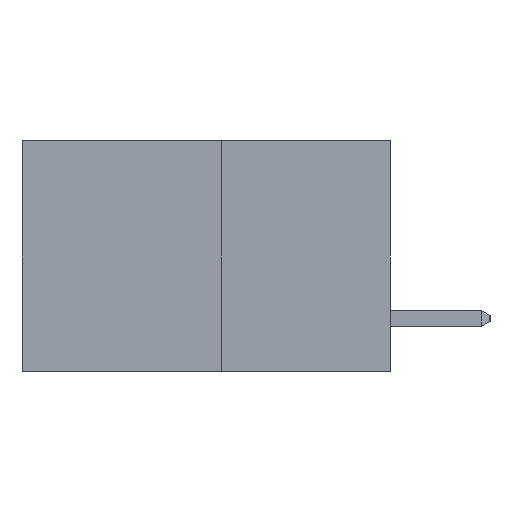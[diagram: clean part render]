
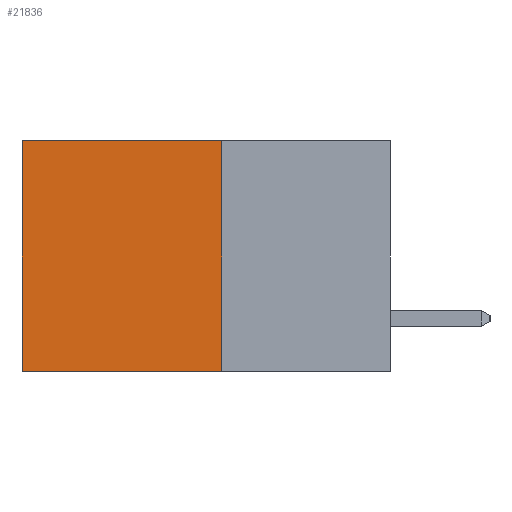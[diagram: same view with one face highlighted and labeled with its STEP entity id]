
A CAD part, left-side view. The second image highlights one B-rep face of the part: STEP entity #21836.
In plain terms, the highlighted planar face has unit normal (-1, 0, 0).
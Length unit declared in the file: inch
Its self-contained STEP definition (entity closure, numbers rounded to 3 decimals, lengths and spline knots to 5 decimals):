
#428 = EDGE_CURVE ( 'NONE', #16617, #18434, #21707, .T. ) ;
#1354 = CARTESIAN_POINT ( 'NONE',  ( 0.277, 0.27, -0.37 ) ) ;
#2042 = AXIS2_PLACEMENT_3D ( 'NONE', #1354, #3497, #17445 ) ;
#2107 = ORIENTED_EDGE ( 'NONE', *, *, #24310, .T. ) ;
#2409 = CARTESIAN_POINT ( 'NONE',  ( 0.277, 0.59, 0. ) ) ;
#3497 = DIRECTION ( 'NONE',  ( 1., 0., 0. ) ) ;
#6424 = VECTOR ( 'NONE', #19338, 39.37008 ) ;
#6809 = ORIENTED_EDGE ( 'NONE', *, *, #428, .T. ) ;
#10168 = CARTESIAN_POINT ( 'NONE',  ( 0.277, 0.59, -0.37 ) ) ;
#10512 = VECTOR ( 'NONE', #16179, 39.37008 ) ;
#11987 = DIRECTION ( 'NONE',  ( 0., 0., -1. ) ) ;
#12067 = LINE ( 'NONE', #23772, #13352 ) ;
#13352 = VECTOR ( 'NONE', #11987, 39.37008 ) ;
#13636 = ORIENTED_EDGE ( 'NONE', *, *, #18759, .F. ) ;
#16038 = VERTEX_POINT ( 'NONE', #24373 ) ;
#16179 = DIRECTION ( 'NONE',  ( 0., 0., -1. ) ) ;
#16617 = VERTEX_POINT ( 'NONE', #18151 ) ;
#17148 = DIRECTION ( 'NONE',  ( 0., 1., 0. ) ) ;
#17324 = CARTESIAN_POINT ( 'NONE',  ( 0.277, 0.27, -0.37 ) ) ;
#17445 = DIRECTION ( 'NONE',  ( 0., 0., -1. ) ) ;
#18151 = CARTESIAN_POINT ( 'NONE',  ( 0.277, 0.27, 0. ) ) ;
#18434 = VERTEX_POINT ( 'NONE', #2409 ) ;
#18759 = EDGE_CURVE ( 'NONE', #16038, #25318, #22283, .T. ) ;
#19338 = DIRECTION ( 'NONE',  ( 0., 1., 0. ) ) ;
#21166 = CARTESIAN_POINT ( 'NONE',  ( 0.277, 0.59, -0.37 ) ) ;
#21168 = EDGE_LOOP ( 'NONE', ( #2107, #13636, #21613, #6809 ) ) ;
#21455 = CARTESIAN_POINT ( 'NONE',  ( 0.277, 0.27, 0. ) ) ;
#21613 = ORIENTED_EDGE ( 'NONE', *, *, #24896, .F. ) ;
#21699 = LINE ( 'NONE', #10168, #10512 ) ;
#21707 = LINE ( 'NONE', #21455, #22927 ) ;
#21836 = ADVANCED_FACE ( 'NONE', ( #22114 ), #25180, .F. ) ;
#22114 = FACE_OUTER_BOUND ( 'NONE', #21168, .T. ) ;
#22283 = LINE ( 'NONE', #17324, #6424 ) ;
#22927 = VECTOR ( 'NONE', #17148, 39.37008 ) ;
#23772 = CARTESIAN_POINT ( 'NONE',  ( 0.277, 0.27, -0.37 ) ) ;
#24310 = EDGE_CURVE ( 'NONE', #18434, #25318, #21699, .T. ) ;
#24373 = CARTESIAN_POINT ( 'NONE',  ( 0.277, 0.27, -0.37 ) ) ;
#24896 = EDGE_CURVE ( 'NONE', #16617, #16038, #12067, .T. ) ;
#25180 = PLANE ( 'NONE',  #2042 ) ;
#25318 = VERTEX_POINT ( 'NONE', #21166 ) ;
